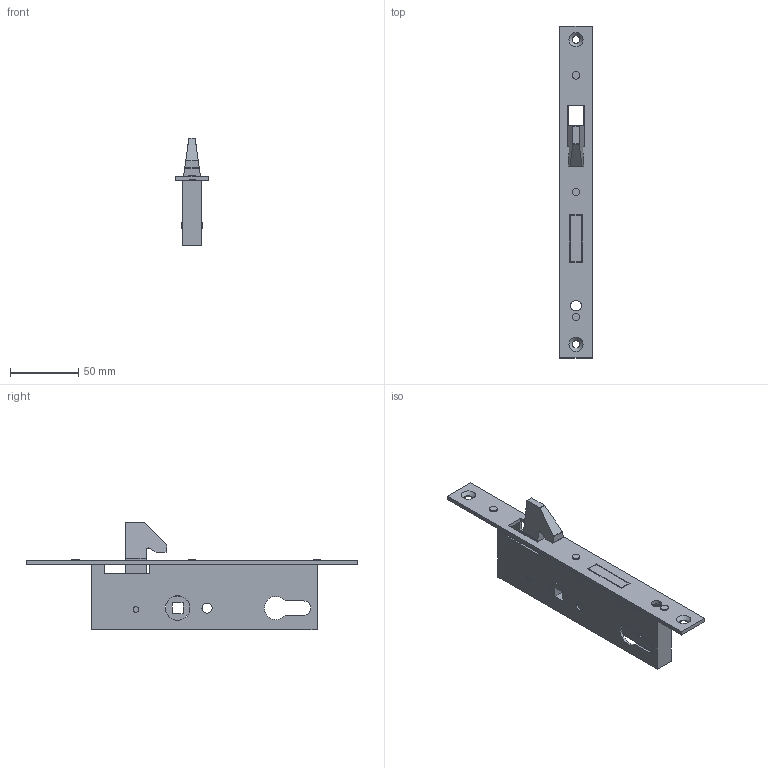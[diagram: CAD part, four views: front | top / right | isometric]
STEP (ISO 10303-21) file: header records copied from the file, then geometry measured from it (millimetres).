
FILE_DESCRIPTION (( 'STEP AP203' ), '1' );
FILE_NAME ('50109.step', '2022-11-15T07:35:39', ( '' ), ( '' ), 'SwSTEP 2.0', 'SolidWorks 2018', '' );
FILE_SCHEMA (( 'CONFIG_CONTROL_DESIGN' ));
Length unit declared in the file: millimetre
Products named in the file (1): 50109
Bounding box: 24 x 243 x 79 mm (x, y, z)
Volume: 56463 mm3; surface area: 51585.2 mm2
Topology: 5 solids, 5 shells, 266 faces, 706 edges, 473 vertices
Faces by surface type: plane 156, bspline 83, cylinder 25, cone 2
Full cylindrical faces by diameter (mm): 3.8 x1, 4 x3, 5.5 x2, 5.7 x3, 7.4 x2, 7.8 x1, 17.8 x1, 18 x2
Entity records: 12807 total; most frequent: CARTESIAN_POINT 6746, ORIENTED_EDGE 1360, DIRECTION 910, EDGE_CURVE 680, VERTEX_POINT 464, LINE 462, VECTOR 462, EDGE_LOOP 336
